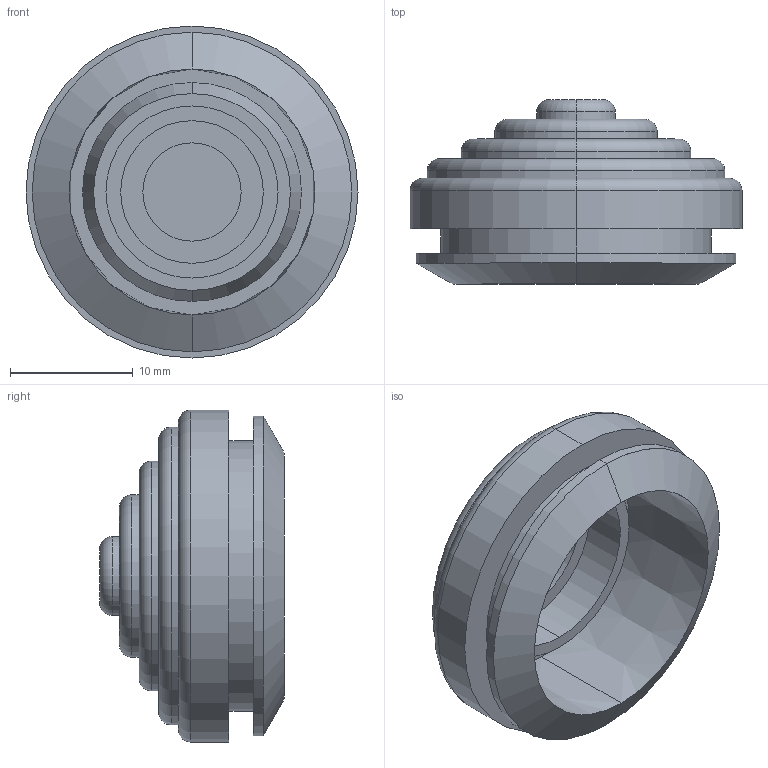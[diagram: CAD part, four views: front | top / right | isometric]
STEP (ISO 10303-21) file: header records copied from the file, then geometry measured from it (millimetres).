
FILE_DESCRIPTION (( 'STEP AP203' ), '1' );
FILE_NAME ('Ñàëüíèê as-20.STEP', '2016-12-29T11:36:03', ( 'kuryshev' ), ( '' ), 'SwSTEP 2.0', 'SolidWorks 2010', '' );
FILE_SCHEMA (( 'CONFIG_CONTROL_DESIGN' ));
Length unit declared in the file: millimetre
Products named in the file (1): Ñàëüíèê as-20
Bounding box: 27 x 15 x 27 mm (x, y, z)
Volume: 2531.3 mm3; surface area: 3081.2 mm2
Topology: 1 solids, 1 shells, 50 faces, 98 edges, 62 vertices
Faces by surface type: cylinder 20, plane 14, torus 10, cone 6
Entity records: 1391 total; most frequent: DIRECTION 272, CARTESIAN_POINT 211, ORIENTED_EDGE 196, AXIS2_PLACEMENT_3D 123, EDGE_CURVE 98, CIRCLE 72, EDGE_LOOP 62, VERTEX_POINT 62
